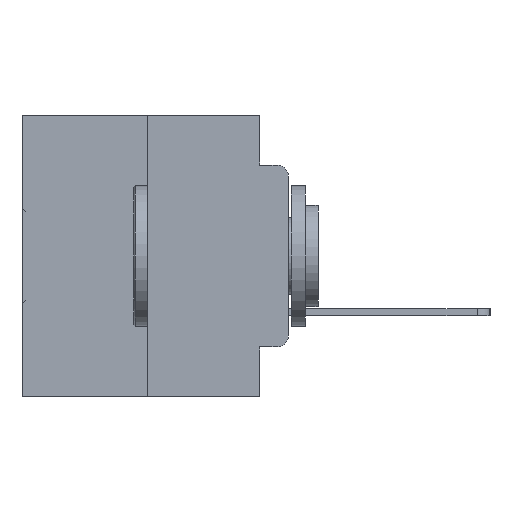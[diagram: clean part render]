
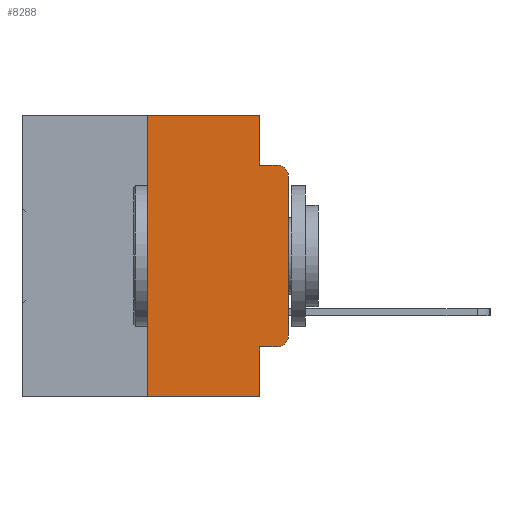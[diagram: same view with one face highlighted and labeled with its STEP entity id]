
A CAD part, left-side view. The second image highlights one B-rep face of the part: STEP entity #8288.
In plain terms, the highlighted planar face has unit normal (-1, 0, 0).
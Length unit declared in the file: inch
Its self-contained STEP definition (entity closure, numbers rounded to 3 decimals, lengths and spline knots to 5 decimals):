
#406 = ORIENTED_EDGE ( 'NONE', *, *, #9912, .F. ) ;
#1425 = EDGE_CURVE ( 'NONE', #4146, #24418, #21633, .T. ) ;
#1639 = ORIENTED_EDGE ( 'NONE', *, *, #18620, .F. ) ;
#2161 = CIRCLE ( 'NONE', #24646, 0.02 ) ;
#2389 = VERTEX_POINT ( 'NONE', #6130 ) ;
#2401 = CARTESIAN_POINT ( 'NONE',  ( 0., 0., -0.3915 ) ) ;
#2971 = CARTESIAN_POINT ( 'NONE',  ( 0., 0.25, 0. ) ) ;
#3664 = LINE ( 'NONE', #32872, #24178 ) ;
#4146 = VERTEX_POINT ( 'NONE', #32782 ) ;
#4273 = DIRECTION ( 'NONE',  ( 0., 0., -1. ) ) ;
#4455 = CARTESIAN_POINT ( 'NONE',  ( 0., 0.051, -0.4115 ) ) ;
#4546 = CARTESIAN_POINT ( 'NONE',  ( 0., 0.051, -0.4115 ) ) ;
#4779 = CARTESIAN_POINT ( 'NONE',  ( 0., 0.051, -0.0885 ) ) ;
#4854 = ORIENTED_EDGE ( 'NONE', *, *, #32123, .F. ) ;
#4890 = DIRECTION ( 'NONE',  ( 0., -1., 0. ) ) ;
#5526 = VECTOR ( 'NONE', #4273, 39.37008 ) ;
#5536 = DIRECTION ( 'NONE',  ( 0., 0., 1. ) ) ;
#6104 = DIRECTION ( 'NONE',  ( 0., -1., 0. ) ) ;
#6130 = CARTESIAN_POINT ( 'NONE',  ( 0., 0.02, -0.4115 ) ) ;
#6359 = LINE ( 'NONE', #4779, #32647 ) ;
#6887 = ORIENTED_EDGE ( 'NONE', *, *, #9780, .T. ) ;
#6937 = VECTOR ( 'NONE', #5536, 39.37008 ) ;
#7124 = CARTESIAN_POINT ( 'NONE',  ( 0., 0.02, -0.3915 ) ) ;
#7311 = ORIENTED_EDGE ( 'NONE', *, *, #24484, .T. ) ;
#7400 = DIRECTION ( 'NONE',  ( 0., -1., 0. ) ) ;
#7749 = VERTEX_POINT ( 'NONE', #21820 ) ;
#8288 = ADVANCED_FACE ( 'NONE', ( #8853 ), #11117, .F. ) ;
#8333 = DIRECTION ( 'NONE',  ( -1., 0., 0. ) ) ;
#8618 = VERTEX_POINT ( 'NONE', #2401 ) ;
#8720 = CARTESIAN_POINT ( 'NONE',  ( 0., 0.473, 0. ) ) ;
#8853 = FACE_OUTER_BOUND ( 'NONE', #28754, .T. ) ;
#9751 = DIRECTION ( 'NONE',  ( 0., 0., -1. ) ) ;
#9780 = EDGE_CURVE ( 'NONE', #8618, #25349, #29906, .T. ) ;
#9912 = EDGE_CURVE ( 'NONE', #23965, #7749, #32642, .T. ) ;
#10137 = ORIENTED_EDGE ( 'NONE', *, *, #1425, .F. ) ;
#11117 = PLANE ( 'NONE',  #15342 ) ;
#11251 = EDGE_CURVE ( 'NONE', #2389, #8618, #11532, .T. ) ;
#11532 = CIRCLE ( 'NONE', #27123, 0.02 ) ;
#12295 = EDGE_CURVE ( 'NONE', #25349, #25139, #2161, .T. ) ;
#13706 = CARTESIAN_POINT ( 'NONE',  ( 0., 0.473, 0. ) ) ;
#13708 = CARTESIAN_POINT ( 'NONE',  ( 0., 0.25, -0.5 ) ) ;
#14344 = VECTOR ( 'NONE', #22563, 39.37008 ) ;
#14788 = VECTOR ( 'NONE', #22505, 39.37008 ) ;
#14978 = ORIENTED_EDGE ( 'NONE', *, *, #11251, .T. ) ;
#15342 = AXIS2_PLACEMENT_3D ( 'NONE', #13706, #31400, #16266 ) ;
#15515 = EDGE_CURVE ( 'NONE', #29569, #27500, #28102, .T. ) ;
#16266 = DIRECTION ( 'NONE',  ( 0., 0., -1. ) ) ;
#16440 = VECTOR ( 'NONE', #26791, 39.37008 ) ;
#17135 = CARTESIAN_POINT ( 'NONE',  ( 0., 0.051, 0. ) ) ;
#18587 = ORIENTED_EDGE ( 'NONE', *, *, #15515, .F. ) ;
#18620 = EDGE_CURVE ( 'NONE', #24418, #25139, #6359, .T. ) ;
#19162 = CARTESIAN_POINT ( 'NONE',  ( 0., 0., 0. ) ) ;
#20428 = EDGE_CURVE ( 'NONE', #29569, #7749, #3664, .T. ) ;
#21633 = LINE ( 'NONE', #24356, #14788 ) ;
#21820 = CARTESIAN_POINT ( 'NONE',  ( 0., 0.051, -0.5 ) ) ;
#22505 = DIRECTION ( 'NONE',  ( 0., 0., -1. ) ) ;
#22563 = DIRECTION ( 'NONE',  ( 0., -1., 0. ) ) ;
#22625 = CARTESIAN_POINT ( 'NONE',  ( 0., 0.02, -0.0885 ) ) ;
#23482 = CARTESIAN_POINT ( 'NONE',  ( 0., 0., -0.1085 ) ) ;
#23706 = CARTESIAN_POINT ( 'NONE',  ( 0., 0.02, -0.1085 ) ) ;
#23965 = VERTEX_POINT ( 'NONE', #4455 ) ;
#24178 = VECTOR ( 'NONE', #4890, 39.37008 ) ;
#24356 = CARTESIAN_POINT ( 'NONE',  ( 0., 0.051, 0. ) ) ;
#24418 = VERTEX_POINT ( 'NONE', #29237 ) ;
#24484 = EDGE_CURVE ( 'NONE', #23965, #2389, #32145, .T. ) ;
#24646 = AXIS2_PLACEMENT_3D ( 'NONE', #23706, #8333, #26232 ) ;
#25061 = DIRECTION ( 'NONE',  ( -1., 0., 0. ) ) ;
#25139 = VERTEX_POINT ( 'NONE', #22625 ) ;
#25349 = VERTEX_POINT ( 'NONE', #23482 ) ;
#26232 = DIRECTION ( 'NONE',  ( 0., 0., -1. ) ) ;
#26791 = DIRECTION ( 'NONE',  ( 0., 0., 1. ) ) ;
#27123 = AXIS2_PLACEMENT_3D ( 'NONE', #7124, #25061, #9751 ) ;
#27500 = VERTEX_POINT ( 'NONE', #27900 ) ;
#27900 = CARTESIAN_POINT ( 'NONE',  ( 0., 0.25, 0. ) ) ;
#28048 = ORIENTED_EDGE ( 'NONE', *, *, #12295, .T. ) ;
#28102 = LINE ( 'NONE', #2971, #6937 ) ;
#28754 = EDGE_LOOP ( 'NONE', ( #6887, #28048, #1639, #10137, #4854, #18587, #32785, #406, #7311, #14978 ) ) ;
#29237 = CARTESIAN_POINT ( 'NONE',  ( 0., 0.051, -0.0885 ) ) ;
#29569 = VERTEX_POINT ( 'NONE', #13708 ) ;
#29581 = VECTOR ( 'NONE', #6104, 39.37008 ) ;
#29906 = LINE ( 'NONE', #19162, #16440 ) ;
#30358 = LINE ( 'NONE', #8720, #29581 ) ;
#31400 = DIRECTION ( 'NONE',  ( 1., 0., 0. ) ) ;
#32123 = EDGE_CURVE ( 'NONE', #27500, #4146, #30358, .T. ) ;
#32145 = LINE ( 'NONE', #4546, #14344 ) ;
#32642 = LINE ( 'NONE', #17135, #5526 ) ;
#32647 = VECTOR ( 'NONE', #7400, 39.37008 ) ;
#32782 = CARTESIAN_POINT ( 'NONE',  ( 0., 0.051, 0. ) ) ;
#32785 = ORIENTED_EDGE ( 'NONE', *, *, #20428, .T. ) ;
#32872 = CARTESIAN_POINT ( 'NONE',  ( 0., 0.473, -0.5 ) ) ;
